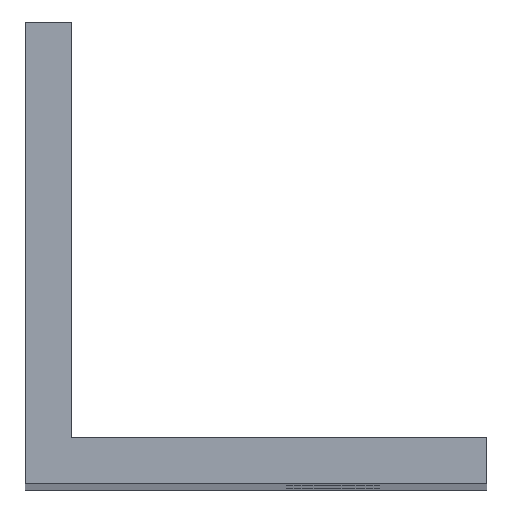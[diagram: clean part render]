
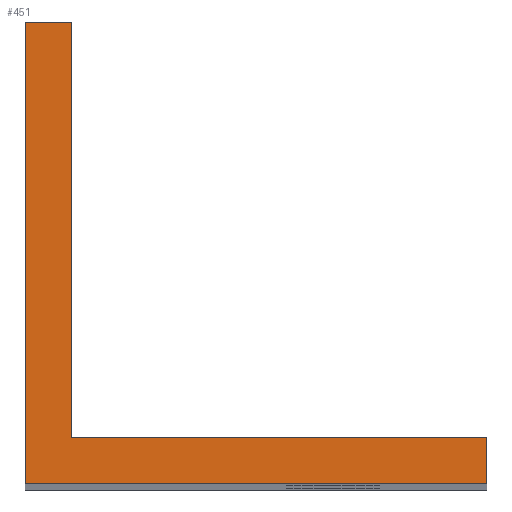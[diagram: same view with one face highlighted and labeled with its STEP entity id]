
A CAD part, top view. The second image highlights one B-rep face of the part: STEP entity #451.
In plain terms, the highlighted planar face has unit normal (0, 0, 1).
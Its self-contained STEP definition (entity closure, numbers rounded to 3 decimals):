
#11 = VERTEX_POINT ( 'NONE', #361 ) ;
#32 = DIRECTION ( 'NONE',  ( 0., 1., 0. ) ) ;
#40 = PLANE ( 'NONE',  #86 ) ;
#51 = CARTESIAN_POINT ( 'NONE',  ( 15., 0., 120. ) ) ;
#86 = AXIS2_PLACEMENT_3D ( 'NONE', #432, #139, #192 ) ;
#93 = LINE ( 'NONE', #277, #598 ) ;
#96 = CARTESIAN_POINT ( 'NONE',  ( 0., 0., 120. ) ) ;
#103 = EDGE_LOOP ( 'NONE', ( #209, #594, #337, #608, #443, #128 ) ) ;
#105 = CARTESIAN_POINT ( 'NONE',  ( 0., 0., 120. ) ) ;
#120 = DIRECTION ( 'NONE',  ( 1., 0., 0. ) ) ;
#122 = CARTESIAN_POINT ( 'NONE',  ( 1.5, 1.5, 120. ) ) ;
#128 = ORIENTED_EDGE ( 'NONE', *, *, #492, .T. ) ;
#130 = CARTESIAN_POINT ( 'NONE',  ( 1.5, 1.5, 120. ) ) ;
#133 = VECTOR ( 'NONE', #32, 1000. ) ;
#139 = DIRECTION ( 'NONE',  ( 0., 0., -1. ) ) ;
#161 = EDGE_CURVE ( 'NONE', #399, #11, #327, .T. ) ;
#183 = VERTEX_POINT ( 'NONE', #611 ) ;
#192 = DIRECTION ( 'NONE',  ( -1., 0., 0. ) ) ;
#195 = EDGE_CURVE ( 'NONE', #460, #544, #417, .T. ) ;
#209 = ORIENTED_EDGE ( 'NONE', *, *, #547, .T. ) ;
#219 = DIRECTION ( 'NONE',  ( 0., 1., 0. ) ) ;
#235 = VECTOR ( 'NONE', #462, 1000. ) ;
#277 = CARTESIAN_POINT ( 'NONE',  ( 0., 15., 120. ) ) ;
#281 = EDGE_CURVE ( 'NONE', #450, #399, #375, .T. ) ;
#285 = VECTOR ( 'NONE', #120, 1000. ) ;
#327 = LINE ( 'NONE', #122, #381 ) ;
#331 = CARTESIAN_POINT ( 'NONE',  ( 15., 1.5, 120. ) ) ;
#337 = ORIENTED_EDGE ( 'NONE', *, *, #392, .T. ) ;
#361 = CARTESIAN_POINT ( 'NONE',  ( 1.5, 15., 120. ) ) ;
#375 = LINE ( 'NONE', #468, #235 ) ;
#381 = VECTOR ( 'NONE', #219, 1000. ) ;
#392 = EDGE_CURVE ( 'NONE', #544, #450, #441, .T. ) ;
#395 = LINE ( 'NONE', #105, #506 ) ;
#399 = VERTEX_POINT ( 'NONE', #130 ) ;
#417 = LINE ( 'NONE', #610, #285 ) ;
#432 = CARTESIAN_POINT ( 'NONE',  ( 0., 15., 120. ) ) ;
#441 = LINE ( 'NONE', #563, #133 ) ;
#443 = ORIENTED_EDGE ( 'NONE', *, *, #161, .T. ) ;
#450 = VERTEX_POINT ( 'NONE', #331 ) ;
#451 = ADVANCED_FACE ( 'NONE', ( #622 ), #40, .F. ) ;
#460 = VERTEX_POINT ( 'NONE', #96 ) ;
#462 = DIRECTION ( 'NONE',  ( -1., 0., 0. ) ) ;
#468 = CARTESIAN_POINT ( 'NONE',  ( 1.5, 1.5, 120. ) ) ;
#492 = EDGE_CURVE ( 'NONE', #11, #183, #93, .T. ) ;
#506 = VECTOR ( 'NONE', #590, 1000. ) ;
#544 = VERTEX_POINT ( 'NONE', #51 ) ;
#547 = EDGE_CURVE ( 'NONE', #183, #460, #395, .T. ) ;
#563 = CARTESIAN_POINT ( 'NONE',  ( 15., 0., 120. ) ) ;
#586 = DIRECTION ( 'NONE',  ( -1., 0., 0. ) ) ;
#590 = DIRECTION ( 'NONE',  ( 0., -1., 0. ) ) ;
#594 = ORIENTED_EDGE ( 'NONE', *, *, #195, .T. ) ;
#598 = VECTOR ( 'NONE', #586, 1000. ) ;
#608 = ORIENTED_EDGE ( 'NONE', *, *, #281, .T. ) ;
#610 = CARTESIAN_POINT ( 'NONE',  ( 0., 0., 120. ) ) ;
#611 = CARTESIAN_POINT ( 'NONE',  ( 0., 15., 120. ) ) ;
#622 = FACE_OUTER_BOUND ( 'NONE', #103, .T. ) ;
